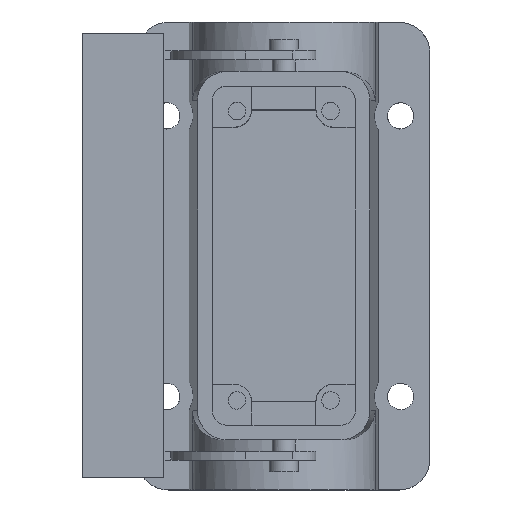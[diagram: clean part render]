
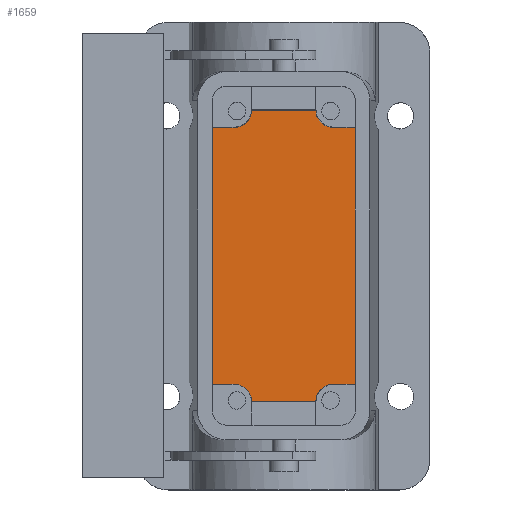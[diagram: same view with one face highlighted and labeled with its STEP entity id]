
A CAD part, top view. The second image highlights one B-rep face of the part: STEP entity #1659.
In plain terms, the highlighted planar face has unit normal (0, 0, 1).
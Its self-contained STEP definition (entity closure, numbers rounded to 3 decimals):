
#366=AXIS2_PLACEMENT_3D('Circle Axis2P3D',#364,#365,$) ;
#460=AXIS2_PLACEMENT_3D('Circle Axis2P3D',#458,#459,$) ;
#1582=AXIS2_PLACEMENT_3D('Plane Axis2P3D',#1579,#1580,#1581) ;
#1586=AXIS2_PLACEMENT_3D('Circle Axis2P3D',#1584,#1585,$) ;
#1635=AXIS2_PLACEMENT_3D('Circle Axis2P3D',#1633,#1634,$) ;
#361=CARTESIAN_POINT('Vertex',(29.,15.,4.5)) ;
#364=CARTESIAN_POINT('Axis2P3D Location',(26.,15.,4.5)) ;
#368=CARTESIAN_POINT('Vertex',(26.,18.,4.5)) ;
#455=CARTESIAN_POINT('Vertex',(43.,18.,4.5)) ;
#458=CARTESIAN_POINT('Axis2P3D Location',(43.,15.,4.5)) ;
#462=CARTESIAN_POINT('Vertex',(40.,15.,4.5)) ;
#481=CARTESIAN_POINT('Line Origine',(34.5,15.,4.5)) ;
#1579=CARTESIAN_POINT('Axis2P3D Location',(34.5,40.,4.5)) ;
#1584=CARTESIAN_POINT('Axis2P3D Location',(26.,65.,4.5)) ;
#1588=CARTESIAN_POINT('Vertex',(26.,62.,4.5)) ;
#1590=CARTESIAN_POINT('Vertex',(29.,65.,4.5)) ;
#1593=CARTESIAN_POINT('Line Origine',(24.125,62.,4.5)) ;
#1597=CARTESIAN_POINT('Vertex',(22.25,62.,4.5)) ;
#1600=CARTESIAN_POINT('Line Origine',(22.25,40.,4.5)) ;
#1604=CARTESIAN_POINT('Vertex',(22.25,18.,4.5)) ;
#1607=CARTESIAN_POINT('Line Origine',(24.125,18.,4.5)) ;
#1612=CARTESIAN_POINT('Line Origine',(44.875,18.,4.5)) ;
#1616=CARTESIAN_POINT('Vertex',(46.75,18.,4.5)) ;
#1619=CARTESIAN_POINT('Line Origine',(46.75,40.,4.5)) ;
#1623=CARTESIAN_POINT('Vertex',(46.75,62.,4.5)) ;
#1626=CARTESIAN_POINT('Line Origine',(44.875,62.,4.5)) ;
#1630=CARTESIAN_POINT('Vertex',(43.,62.,4.5)) ;
#1633=CARTESIAN_POINT('Axis2P3D Location',(43.,65.,4.5)) ;
#1637=CARTESIAN_POINT('Vertex',(40.,65.,4.5)) ;
#1640=CARTESIAN_POINT('Line Origine',(34.5,65.,4.5)) ;
#365=DIRECTION('Axis2P3D Direction',(0.,0.,-1.)) ;
#459=DIRECTION('Axis2P3D Direction',(-0.,0.,-1.)) ;
#482=DIRECTION('Vector Direction',(-1.,0.,0.)) ;
#1580=DIRECTION('Axis2P3D Direction',(-0.,0.,1.)) ;
#1581=DIRECTION('Axis2P3D XDirection',(0.,-1.,0.)) ;
#1585=DIRECTION('Axis2P3D Direction',(-0.,0.,1.)) ;
#1594=DIRECTION('Vector Direction',(-1.,0.,0.)) ;
#1601=DIRECTION('Vector Direction',(0.,1.,0.)) ;
#1608=DIRECTION('Vector Direction',(-1.,0.,0.)) ;
#1613=DIRECTION('Vector Direction',(1.,0.,0.)) ;
#1620=DIRECTION('Vector Direction',(0.,-1.,0.)) ;
#1627=DIRECTION('Vector Direction',(1.,0.,0.)) ;
#1634=DIRECTION('Axis2P3D Direction',(-0.,0.,1.)) ;
#1641=DIRECTION('Vector Direction',(-1.,0.,0.)) ;
#483=VECTOR('Line Direction',#482,1.) ;
#1595=VECTOR('Line Direction',#1594,1.) ;
#1602=VECTOR('Line Direction',#1601,1.) ;
#1609=VECTOR('Line Direction',#1608,1.) ;
#1614=VECTOR('Line Direction',#1613,1.) ;
#1621=VECTOR('Line Direction',#1620,1.) ;
#1628=VECTOR('Line Direction',#1627,1.) ;
#1642=VECTOR('Line Direction',#1641,1.) ;
#1646=ORIENTED_EDGE('',*,*,#1592,.F.) ;
#1647=ORIENTED_EDGE('',*,*,#1599,.T.) ;
#1648=ORIENTED_EDGE('',*,*,#1606,.T.) ;
#1649=ORIENTED_EDGE('',*,*,#1611,.F.) ;
#1650=ORIENTED_EDGE('',*,*,#370,.F.) ;
#1651=ORIENTED_EDGE('',*,*,#485,.F.) ;
#1652=ORIENTED_EDGE('',*,*,#464,.F.) ;
#1653=ORIENTED_EDGE('',*,*,#1618,.T.) ;
#1654=ORIENTED_EDGE('',*,*,#1625,.T.) ;
#1655=ORIENTED_EDGE('',*,*,#1632,.F.) ;
#1656=ORIENTED_EDGE('',*,*,#1639,.F.) ;
#1657=ORIENTED_EDGE('',*,*,#1644,.T.) ;
#1659=ADVANCED_FACE('Housing',(#1658),#1583,.T.) ;
#367=CIRCLE('generated circle',#366,3.) ;
#461=CIRCLE('generated circle',#460,3.) ;
#1587=CIRCLE('generated circle',#1586,3.) ;
#1636=CIRCLE('generated circle',#1635,3.) ;
#370=EDGE_CURVE('',#362,#369,#367,.F.) ;
#464=EDGE_CURVE('',#456,#463,#461,.F.) ;
#485=EDGE_CURVE('',#463,#362,#484,.T.) ;
#1592=EDGE_CURVE('',#1589,#1591,#1587,.T.) ;
#1599=EDGE_CURVE('',#1589,#1598,#1596,.T.) ;
#1606=EDGE_CURVE('',#1598,#1605,#1603,.F.) ;
#1611=EDGE_CURVE('',#369,#1605,#1610,.T.) ;
#1618=EDGE_CURVE('',#456,#1617,#1615,.T.) ;
#1625=EDGE_CURVE('',#1617,#1624,#1622,.F.) ;
#1632=EDGE_CURVE('',#1631,#1624,#1629,.T.) ;
#1639=EDGE_CURVE('',#1638,#1631,#1636,.T.) ;
#1644=EDGE_CURVE('',#1638,#1591,#1643,.T.) ;
#1645=EDGE_LOOP('',(#1646,#1647,#1648,#1649,#1650,#1651,#1652,#1653,#1654,#1655,#1656,#1657)) ;
#1658=FACE_OUTER_BOUND('',#1645,.T.) ;
#484=LINE('Line',#481,#483) ;
#1596=LINE('Line',#1593,#1595) ;
#1603=LINE('Line',#1600,#1602) ;
#1610=LINE('Line',#1607,#1609) ;
#1615=LINE('Line',#1612,#1614) ;
#1622=LINE('Line',#1619,#1621) ;
#1629=LINE('Line',#1626,#1628) ;
#1643=LINE('Line',#1640,#1642) ;
#1583=PLANE('',#1582) ;
#362=VERTEX_POINT('',#361) ;
#369=VERTEX_POINT('',#368) ;
#456=VERTEX_POINT('',#455) ;
#463=VERTEX_POINT('',#462) ;
#1589=VERTEX_POINT('',#1588) ;
#1591=VERTEX_POINT('',#1590) ;
#1598=VERTEX_POINT('',#1597) ;
#1605=VERTEX_POINT('',#1604) ;
#1617=VERTEX_POINT('',#1616) ;
#1624=VERTEX_POINT('',#1623) ;
#1631=VERTEX_POINT('',#1630) ;
#1638=VERTEX_POINT('',#1637) ;
